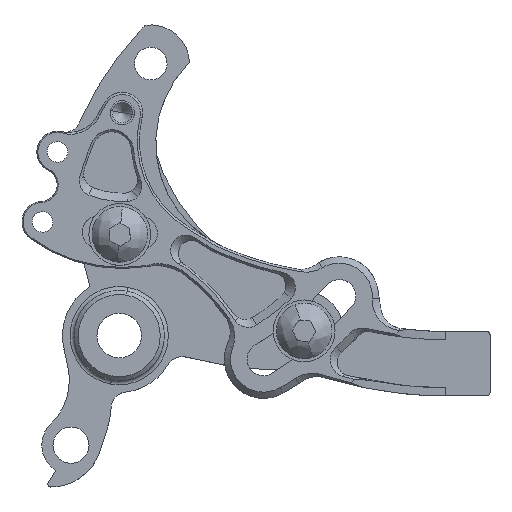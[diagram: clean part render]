
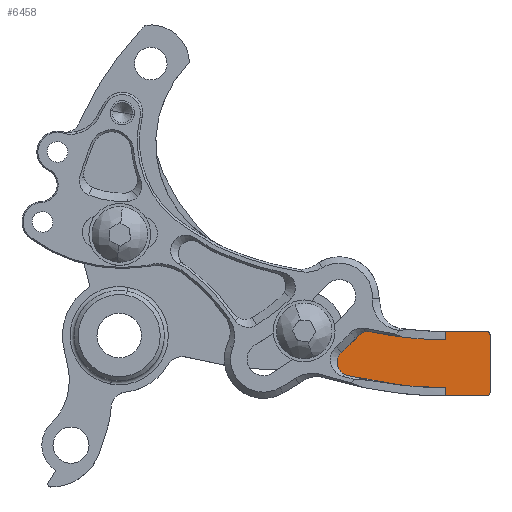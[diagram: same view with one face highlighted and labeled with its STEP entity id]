
A CAD part, top view. The second image highlights one B-rep face of the part: STEP entity #6458.
In plain terms, the highlighted planar face has unit normal (0, 0, 1).
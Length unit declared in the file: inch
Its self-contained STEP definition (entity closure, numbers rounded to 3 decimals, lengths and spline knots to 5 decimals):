
#212 = ORIENTED_EDGE ( 'NONE', *, *, #2952, .T. ) ;
#340 = CARTESIAN_POINT ( 'NONE',  ( 2.09798, 1.93741, 0.157 ) ) ;
#346 = DIRECTION ( 'NONE',  ( 1., 0., 0. ) ) ;
#412 = LINE ( 'NONE', #340, #3875 ) ;
#643 = LINE ( 'NONE', #5328, #5637 ) ;
#777 = DIRECTION ( 'NONE',  ( -0.735, -0.678, 0. ) ) ;
#858 = EDGE_CURVE ( 'NONE', #3268, #4266, #7497, .T. ) ;
#907 = VECTOR ( 'NONE', #3823, 39.37008 ) ;
#950 = CIRCLE ( 'NONE', #3439, 0.03 ) ;
#953 = CARTESIAN_POINT ( 'NONE',  ( 4.92847, -0.54114, 0.157 ) ) ;
#1003 = DIRECTION ( 'NONE',  ( 0., 0., 1. ) ) ;
#1009 = EDGE_CURVE ( 'NONE', #5093, #7692, #3556, .T. ) ;
#1037 = DIRECTION ( 'NONE',  ( -0.735, -0.678, 0. ) ) ;
#1097 = EDGE_LOOP ( 'NONE', ( #3825, #5953, #5756, #8120, #212, #4025, #5898, #2203, #3250, #7802, #6654, #5809 ) ) ;
#1116 = CIRCLE ( 'NONE', #7547, 3.94608 ) ;
#1169 = CARTESIAN_POINT ( 'NONE',  ( 4.26639, -0.41072, 0.157 ) ) ;
#1241 = CARTESIAN_POINT ( 'NONE',  ( 1.9047, 2.1467, 0.157 ) ) ;
#1260 = DIRECTION ( 'NONE',  ( 1., 0., 0. ) ) ;
#1292 = EDGE_CURVE ( 'NONE', #7692, #4266, #4365, .T. ) ;
#1330 = DIRECTION ( 'NONE',  ( 0., 0., -1. ) ) ;
#1443 = EDGE_CURVE ( 'NONE', #4095, #3268, #5284, .T. ) ;
#1495 = VERTEX_POINT ( 'NONE', #4866 ) ;
#1521 = CARTESIAN_POINT ( 'NONE',  ( 4.5248, -0.10402, 0.157 ) ) ;
#1549 = CARTESIAN_POINT ( 'NONE',  ( 2.11413, -2.28935, 0.157 ) ) ;
#1672 = CIRCLE ( 'NONE', #4763, 0.1318 ) ;
#1700 = CARTESIAN_POINT ( 'NONE',  ( 3.6844, -0.84506, 0.157 ) ) ;
#1781 = FACE_OUTER_BOUND ( 'NONE', #1097, .T. ) ;
#2019 = CARTESIAN_POINT ( 'NONE',  ( 4.21211, -0.35194, 0.157 ) ) ;
#2105 = AXIS2_PLACEMENT_3D ( 'NONE', #3559, #7500, #4659 ) ;
#2203 = ORIENTED_EDGE ( 'NONE', *, *, #4243, .T. ) ;
#2384 = EDGE_CURVE ( 'NONE', #4394, #5093, #4685, .T. ) ;
#2897 = DIRECTION ( 'NONE',  ( -0.678, 0.735, 0. ) ) ;
#2946 = DIRECTION ( 'NONE',  ( 1., 0., 0. ) ) ;
#2952 = EDGE_CURVE ( 'NONE', #5321, #6232, #1116, .T. ) ;
#3250 = ORIENTED_EDGE ( 'NONE', *, *, #6414, .T. ) ;
#3268 = VERTEX_POINT ( 'NONE', #3960 ) ;
#3331 = DIRECTION ( 'NONE',  ( 1., 0., 0. ) ) ;
#3363 = CARTESIAN_POINT ( 'NONE',  ( 4.58186, -0.75233, 0.157 ) ) ;
#3404 = EDGE_CURVE ( 'NONE', #7014, #4394, #7919, .T. ) ;
#3439 = AXIS2_PLACEMENT_3D ( 'NONE', #4030, #8115, #3331 ) ;
#3556 = CIRCLE ( 'NONE', #6819, 3.48108 ) ;
#3559 = CARTESIAN_POINT ( 'NONE',  ( 3.74103, -0.95668, 0.157 ) ) ;
#3601 = PLANE ( 'NONE',  #6294 ) ;
#3602 = CARTESIAN_POINT ( 'NONE',  ( 1.9047, 2.1467, 0.157 ) ) ;
#3716 = VECTOR ( 'NONE', #2897, 39.37008 ) ;
#3764 = CARTESIAN_POINT ( 'NONE',  ( 2.09798, 1.93741, 0.157 ) ) ;
#3823 = DIRECTION ( 'NONE',  ( -0.678, 0.735, 0. ) ) ;
#3825 = ORIENTED_EDGE ( 'NONE', *, *, #1009, .F. ) ;
#3875 = VECTOR ( 'NONE', #7826, 39.37008 ) ;
#3919 = DIRECTION ( 'NONE',  ( 1., 0., 0. ) ) ;
#3960 = CARTESIAN_POINT ( 'NONE',  ( 4.50445, -0.08198, 0.157 ) ) ;
#4025 = ORIENTED_EDGE ( 'NONE', *, *, #4857, .F. ) ;
#4030 = CARTESIAN_POINT ( 'NONE',  ( 4.90811, -0.5191, 0.157 ) ) ;
#4037 = CARTESIAN_POINT ( 'NONE',  ( 3.80194, -1.31337, 0.157 ) ) ;
#4095 = VERTEX_POINT ( 'NONE', #6483 ) ;
#4243 = EDGE_CURVE ( 'NONE', #4351, #6472, #950, .T. ) ;
#4250 = CARTESIAN_POINT ( 'NONE',  ( 3.60491, -1.18805, 0.157 ) ) ;
#4266 = VERTEX_POINT ( 'NONE', #2019 ) ;
#4351 = VERTEX_POINT ( 'NONE', #953 ) ;
#4365 = LINE ( 'NONE', #3764, #907 ) ;
#4394 = VERTEX_POINT ( 'NONE', #7509 ) ;
#4659 = DIRECTION ( 'NONE',  ( 1., 0., 0. ) ) ;
#4685 = CIRCLE ( 'NONE', #2105, 0.12517 ) ;
#4763 = AXIS2_PLACEMENT_3D ( 'NONE', #5239, #1330, #5918 ) ;
#4857 = EDGE_CURVE ( 'NONE', #1495, #6232, #412, .T. ) ;
#4866 = CARTESIAN_POINT ( 'NONE',  ( 4.63613, -0.81111, 0.157 ) ) ;
#5093 = VERTEX_POINT ( 'NONE', #1700 ) ;
#5239 = CARTESIAN_POINT ( 'NONE',  ( 3.73624, -1.19911, 0.157 ) ) ;
#5284 = CIRCLE ( 'NONE', #5834, 0.03 ) ;
#5321 = VERTEX_POINT ( 'NONE', #4037 ) ;
#5328 = CARTESIAN_POINT ( 'NONE',  ( 2.53816, -2.74851, 0.157 ) ) ;
#5566 = CARTESIAN_POINT ( 'NONE',  ( 0., 0., 0.157 ) ) ;
#5637 = VECTOR ( 'NONE', #777, 39.37008 ) ;
#5655 = LINE ( 'NONE', #8201, #3716 ) ;
#5703 = VECTOR ( 'NONE', #1037, 39.37008 ) ;
#5756 = ORIENTED_EDGE ( 'NONE', *, *, #3404, .F. ) ;
#5809 = ORIENTED_EDGE ( 'NONE', *, *, #1292, .F. ) ;
#5834 = AXIS2_PLACEMENT_3D ( 'NONE', #1521, #7348, #3919 ) ;
#5851 = AXIS2_PLACEMENT_3D ( 'NONE', #7208, #7240, #8069 ) ;
#5898 = ORIENTED_EDGE ( 'NONE', *, *, #8435, .F. ) ;
#5918 = DIRECTION ( 'NONE',  ( 1., 0., 0. ) ) ;
#5953 = ORIENTED_EDGE ( 'NONE', *, *, #2384, .F. ) ;
#6232 = VERTEX_POINT ( 'NONE', #3363 ) ;
#6294 = AXIS2_PLACEMENT_3D ( 'NONE', #5566, #6927, #2946 ) ;
#6414 = EDGE_CURVE ( 'NONE', #6472, #4095, #5655, .T. ) ;
#6458 = ADVANCED_FACE ( 'NONE', ( #1781 ), #3601, .T. ) ;
#6472 = VERTEX_POINT ( 'NONE', #7599 ) ;
#6483 = CARTESIAN_POINT ( 'NONE',  ( 4.54684, -0.08367, 0.157 ) ) ;
#6654 = ORIENTED_EDGE ( 'NONE', *, *, #858, .T. ) ;
#6718 = DIRECTION ( 'NONE',  ( 0., 0., 1. ) ) ;
#6789 = EDGE_CURVE ( 'NONE', #5321, #7014, #1672, .T. ) ;
#6819 = AXIS2_PLACEMENT_3D ( 'NONE', #3602, #1003, #346 ) ;
#6927 = DIRECTION ( 'NONE',  ( 0., 0., 1. ) ) ;
#7014 = VERTEX_POINT ( 'NONE', #4250 ) ;
#7208 = CARTESIAN_POINT ( 'NONE',  ( 0.46503, -0.9236, 0.157 ) ) ;
#7240 = DIRECTION ( 'NONE',  ( 0., 0., 1. ) ) ;
#7348 = DIRECTION ( 'NONE',  ( 0., 0., 1. ) ) ;
#7497 = LINE ( 'NONE', #1549, #5703 ) ;
#7500 = DIRECTION ( 'NONE',  ( 0., 0., -1. ) ) ;
#7509 = CARTESIAN_POINT ( 'NONE',  ( 3.61587, -0.95542, 0.157 ) ) ;
#7547 = AXIS2_PLACEMENT_3D ( 'NONE', #1241, #6718, #1260 ) ;
#7599 = CARTESIAN_POINT ( 'NONE',  ( 4.93015, -0.49875, 0.157 ) ) ;
#7692 = VERTEX_POINT ( 'NONE', #1169 ) ;
#7802 = ORIENTED_EDGE ( 'NONE', *, *, #1443, .T. ) ;
#7826 = DIRECTION ( 'NONE',  ( -0.678, 0.735, 0. ) ) ;
#7919 = CIRCLE ( 'NONE', #5851, 3.151 ) ;
#8069 = DIRECTION ( 'NONE',  ( 1., 0., 0. ) ) ;
#8115 = DIRECTION ( 'NONE',  ( 0., 0., 1. ) ) ;
#8120 = ORIENTED_EDGE ( 'NONE', *, *, #6789, .F. ) ;
#8201 = CARTESIAN_POINT ( 'NONE',  ( 2.41235, 2.22772, 0.157 ) ) ;
#8435 = EDGE_CURVE ( 'NONE', #4351, #1495, #643, .T. ) ;
